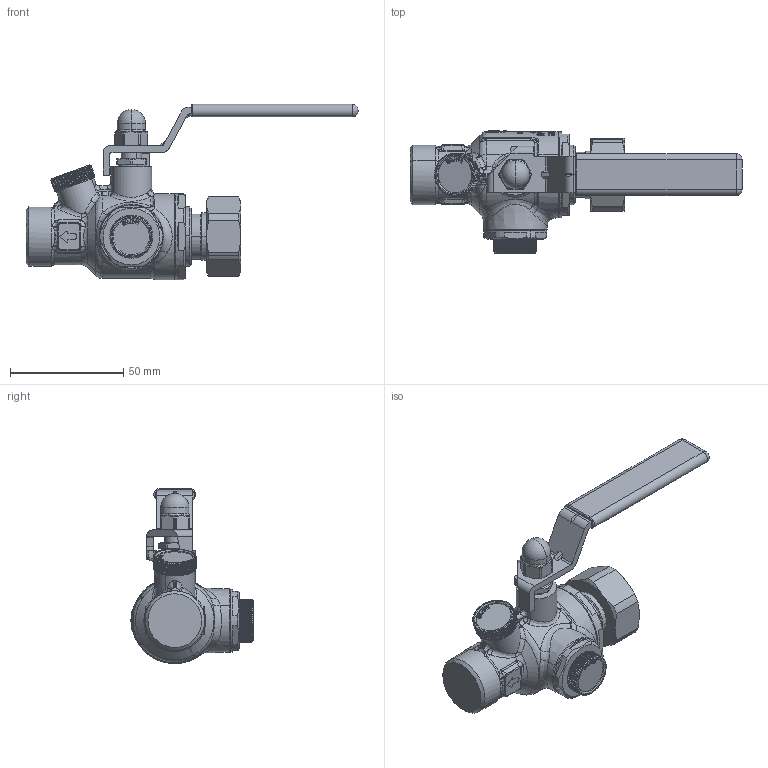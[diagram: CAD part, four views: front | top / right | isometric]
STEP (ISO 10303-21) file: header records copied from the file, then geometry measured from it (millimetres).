
FILE_DESCRIPTION(('CATIA V5 STEP Exchange','CAx-IF Rec.Pracs.--- Model Styling and Organization---1.4--- 2014-01-23','CAx-IF Rec.Pracs.---3D Tessellated Data Validation Properties---0.5---2014-09-14'),'2;1');
FILE_NAME('STEP_324250_-_TST.stp','2022-02-01T14:31:22+00:00',('none'),('none'),'CATIA Version 5-6 Release 2019 SP3','CATIA V5 STEP AP242 v1','none');
FILE_SCHEMA(('AP242_MANAGED_MODEL_BASED_3D_ENGINEERING_MIM_LF {1 0 10303 442 1 1 4}'));
Products named in the file (1): 324250 - TST
Bounding box: 146.5 x 53.85 x 77.35 mm (x, y, z)
Volume: 104902.3 mm3; surface area: 22799.6 mm2
Topology: 1 solids, 4 shells, 2062 faces, 5533 edges, 3513 vertices
Faces by surface type: plane 948, bspline 381, cylinder 346, extrusion 251, cone 76, torus 36, sphere 24
Entity records: 88190 total; most frequent: CARTESIAN_POINT 42256, ORIENTED_EDGE 10980, DIRECTION 5591, EDGE_CURVE 5490, VERTEX_POINT 3513, VECTOR 2630, LINE 2379, B_SPLINE_CURVE_WITH_KNOTS 2301
